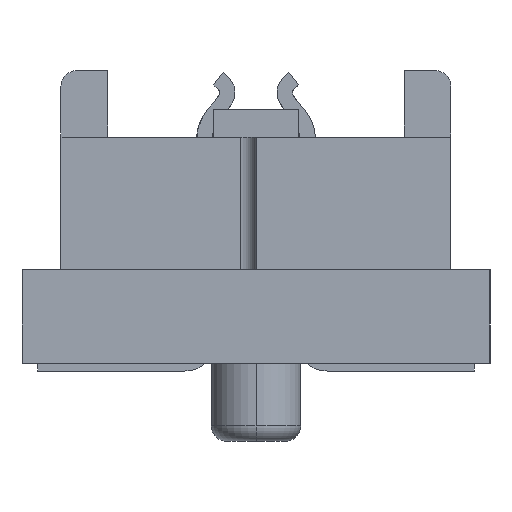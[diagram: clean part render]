
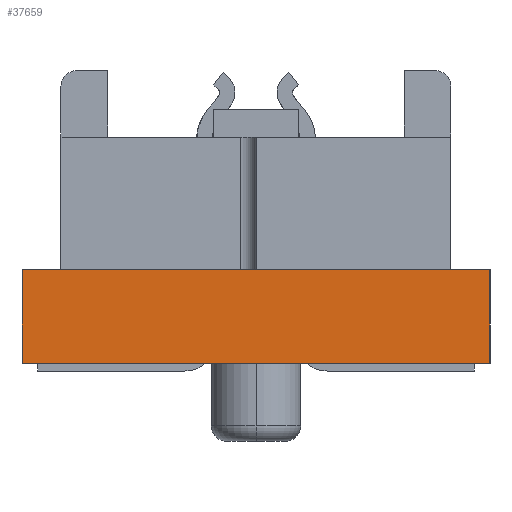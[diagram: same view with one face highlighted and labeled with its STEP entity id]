
A CAD part, left-side view. The second image highlights one B-rep face of the part: STEP entity #37659.
In plain terms, the highlighted planar face has unit normal (-1, 0, 0).
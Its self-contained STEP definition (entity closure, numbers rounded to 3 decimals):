
#27711=DIRECTION('',(0.,1.,0.));
#27712=VECTOR('',#27711,6.);
#27713=CARTESIAN_POINT('',(-10.905,-3.,0.1));
#27714=LINE('',#27713,#27712);
#30050=DIRECTION('',(0.,0.,-1.));
#30051=VECTOR('',#30050,1.2);
#30052=CARTESIAN_POINT('',(-10.905,-3.,1.3));
#30053=LINE('',#30052,#30051);
#30058=DIRECTION('',(0.,1.,0.));
#30059=VECTOR('',#30058,6.);
#30060=CARTESIAN_POINT('',(-10.905,-3.,1.3));
#30061=LINE('',#30060,#30059);
#30062=DIRECTION('',(0.,0.,-1.));
#30063=VECTOR('',#30062,1.2);
#30064=CARTESIAN_POINT('',(-10.905,3.,1.3));
#30065=LINE('',#30064,#30063);
#32376=CARTESIAN_POINT('',(-10.905,-3.,0.1));
#32377=VERTEX_POINT('',#32376);
#32378=CARTESIAN_POINT('',(-10.905,3.,0.1));
#32379=VERTEX_POINT('',#32378);
#32434=CARTESIAN_POINT('',(-10.905,3.,1.3));
#32435=VERTEX_POINT('',#32434);
#32436=CARTESIAN_POINT('',(-10.905,-3.,1.3));
#32437=VERTEX_POINT('',#32436);
#37647=CARTESIAN_POINT('',(-10.905,3.,0.1));
#37648=DIRECTION('',(-1.,0.,0.));
#37649=DIRECTION('',(0.,0.,-1.));
#37650=AXIS2_PLACEMENT_3D('',#37647,#37648,#37649);
#37651=PLANE('',#37650);
#37652=ORIENTED_EDGE('',*,*,#37506,.F.);
#37653=ORIENTED_EDGE('',*,*,#37641,.T.);
#37654=ORIENTED_EDGE('',*,*,#34877,.T.);
#37656=ORIENTED_EDGE('',*,*,#37655,.F.);
#37657=EDGE_LOOP('',(#37652,#37653,#37654,#37656));
#37658=FACE_OUTER_BOUND('',#37657,.F.);
#37659=ADVANCED_FACE('',(#37658),#37651,.T.);
#34877=EDGE_CURVE('',#32377,#32379,#27714,.T.);
#37506=EDGE_CURVE('',#32437,#32435,#30061,.T.);
#37641=EDGE_CURVE('',#32437,#32377,#30053,.T.);
#37655=EDGE_CURVE('',#32435,#32379,#30065,.T.);
